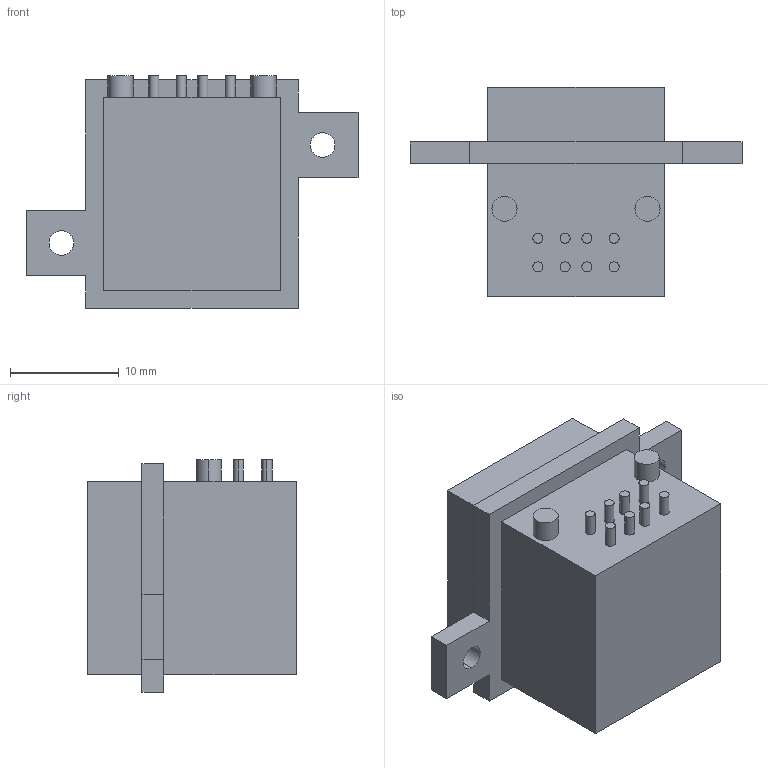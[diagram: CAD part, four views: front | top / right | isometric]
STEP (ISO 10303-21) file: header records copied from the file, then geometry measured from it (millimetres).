
FILE_DESCRIPTION (( 'STEP AP214' ), '1' );
FILE_NAME ('Amphenol_2USB_typeA.STEP', '2009-02-25T20:09:29', ( '' ), ( '' ), 'SwSTEP 2.0', 'SolidWorks 2007', '' );
FILE_SCHEMA (( 'AUTOMOTIVE_DESIGN' ));
Length unit declared in the file: millimetre
Products named in the file (1): Amphenol_2USB_typeA
Bounding box: 30.5 x 19.2 x 21.38 mm (x, y, z)
Volume: 5776.4 mm3; surface area: 2536.1 mm2
Topology: 1 solids, 1 shells, 68 faces, 156 edges, 104 vertices
Faces by surface type: plane 44, cylinder 24
Entity records: 2003 total; most frequent: DIRECTION 342, CARTESIAN_POINT 329, ORIENTED_EDGE 312, EDGE_CURVE 156, AXIS2_PLACEMENT_3D 117, VECTOR 108, LINE 108, VERTEX_POINT 104
